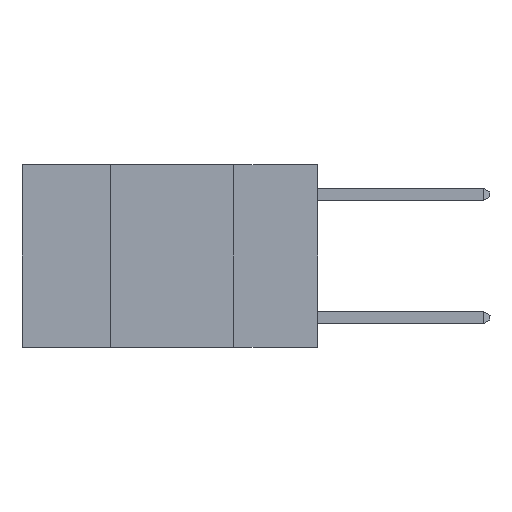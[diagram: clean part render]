
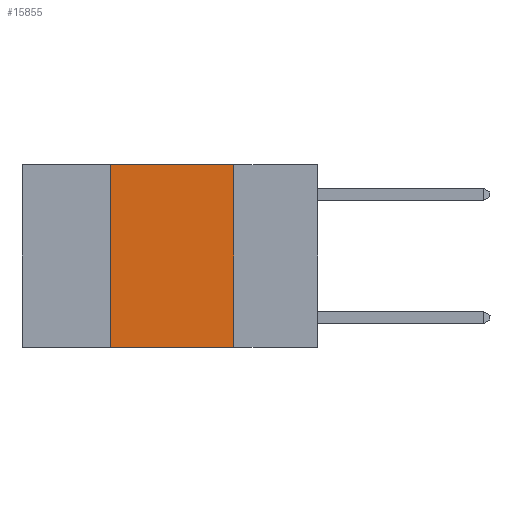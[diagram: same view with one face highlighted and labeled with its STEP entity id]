
A CAD part, left-side view. The second image highlights one B-rep face of the part: STEP entity #15855.
In plain terms, the highlighted planar face has unit normal (-1, 0, 0).
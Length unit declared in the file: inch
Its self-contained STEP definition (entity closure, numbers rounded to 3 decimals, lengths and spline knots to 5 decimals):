
#689 = EDGE_CURVE ( 'NONE', #15489, #4307, #17034, .T. ) ;
#788 = ORIENTED_EDGE ( 'NONE', *, *, #2619, .F. ) ;
#1101 = CARTESIAN_POINT ( 'NONE',  ( 0., 0.42, -0.37 ) ) ;
#2051 = DIRECTION ( 'NONE',  ( 1., 0., 0. ) ) ;
#2131 = FACE_OUTER_BOUND ( 'NONE', #10858, .T. ) ;
#2619 = EDGE_CURVE ( 'NONE', #15657, #10787, #4400, .T. ) ;
#2718 = VECTOR ( 'NONE', #10473, 39.37008 ) ;
#3948 = VECTOR ( 'NONE', #17401, 39.37008 ) ;
#4307 = VERTEX_POINT ( 'NONE', #12575 ) ;
#4400 = LINE ( 'NONE', #7315, #3948 ) ;
#4660 = ORIENTED_EDGE ( 'NONE', *, *, #12731, .F. ) ;
#4887 = CARTESIAN_POINT ( 'NONE',  ( 0., 0.42, 0. ) ) ;
#4935 = CARTESIAN_POINT ( 'NONE',  ( 0., 0.6, 0. ) ) ;
#5014 = VECTOR ( 'NONE', #12013, 39.37008 ) ;
#6073 = CARTESIAN_POINT ( 'NONE',  ( 0., 0.6, 0. ) ) ;
#7315 = CARTESIAN_POINT ( 'NONE',  ( 0., 0.17, 0. ) ) ;
#7577 = DIRECTION ( 'NONE',  ( 0., -1., 0. ) ) ;
#7964 = PLANE ( 'NONE',  #14207 ) ;
#8595 = ORIENTED_EDGE ( 'NONE', *, *, #689, .F. ) ;
#10473 = DIRECTION ( 'NONE',  ( 0., -1., 0. ) ) ;
#10787 = VERTEX_POINT ( 'NONE', #15349 ) ;
#10858 = EDGE_LOOP ( 'NONE', ( #788, #4660, #8595, #12486 ) ) ;
#11874 = CARTESIAN_POINT ( 'NONE',  ( 0., 0.6, -0.37 ) ) ;
#11900 = VECTOR ( 'NONE', #7577, 39.37008 ) ;
#12013 = DIRECTION ( 'NONE',  ( 0., 0., 1. ) ) ;
#12341 = DIRECTION ( 'NONE',  ( 0., 0., -1. ) ) ;
#12486 = ORIENTED_EDGE ( 'NONE', *, *, #18521, .T. ) ;
#12575 = CARTESIAN_POINT ( 'NONE',  ( 0., 0.42, 0. ) ) ;
#12731 = EDGE_CURVE ( 'NONE', #4307, #15657, #16156, .T. ) ;
#13969 = LINE ( 'NONE', #11874, #2718 ) ;
#14207 = AXIS2_PLACEMENT_3D ( 'NONE', #4935, #2051, #12341 ) ;
#15349 = CARTESIAN_POINT ( 'NONE',  ( 0., 0.17, -0.37 ) ) ;
#15489 = VERTEX_POINT ( 'NONE', #1101 ) ;
#15657 = VERTEX_POINT ( 'NONE', #16003 ) ;
#15855 = ADVANCED_FACE ( 'NONE', ( #2131 ), #7964, .F. ) ;
#16003 = CARTESIAN_POINT ( 'NONE',  ( 0., 0.17, 0. ) ) ;
#16156 = LINE ( 'NONE', #6073, #11900 ) ;
#17034 = LINE ( 'NONE', #4887, #5014 ) ;
#17401 = DIRECTION ( 'NONE',  ( 0., 0., -1. ) ) ;
#18521 = EDGE_CURVE ( 'NONE', #15489, #10787, #13969, .T. ) ;
